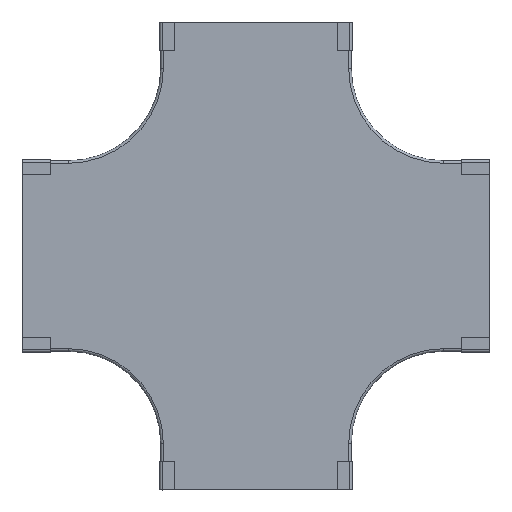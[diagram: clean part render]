
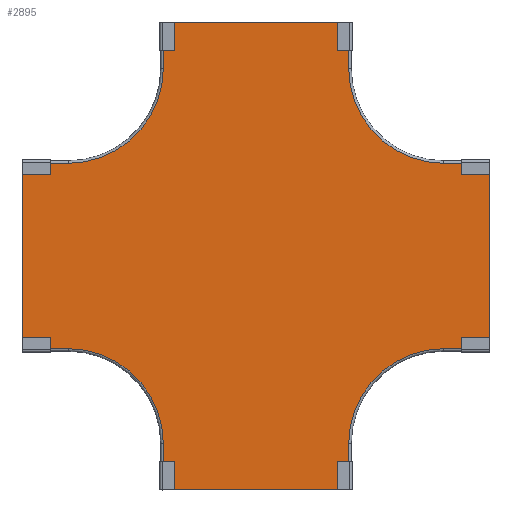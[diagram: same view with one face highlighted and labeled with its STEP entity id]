
A CAD part, top view. The second image highlights one B-rep face of the part: STEP entity #2895.
In plain terms, the highlighted planar face has unit normal (0, 0, 1).
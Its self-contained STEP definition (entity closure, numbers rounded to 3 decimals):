
#134=CIRCLE('',#3105,102.);
#141=CIRCLE('',#3122,102.);
#165=CIRCLE('',#3172,102.);
#172=CIRCLE('',#3183,102.);
#401=FACE_OUTER_BOUND('',#563,.T.);
#563=EDGE_LOOP('',(#2628,#2629,#2630,#2631,#2632,#2633,#2634,#2635,#2636,
#2637,#2638,#2639,#2640,#2641,#2642,#2643));
#753=LINE('',#4656,#1033);
#755=LINE('',#4668,#1035);
#770=LINE('',#4705,#1050);
#772=LINE('',#4719,#1052);
#776=LINE('',#4737,#1056);
#796=LINE('',#4793,#1076);
#801=LINE('',#4807,#1081);
#811=LINE('',#4831,#1091);
#822=LINE('',#4864,#1102);
#827=LINE('',#4879,#1107);
#829=LINE('',#4891,#1109);
#843=LINE('',#4931,#1123);
#1033=VECTOR('',#3787,1.);
#1035=VECTOR('',#3801,1.);
#1050=VECTOR('',#3838,1.);
#1052=VECTOR('',#3854,1.);
#1056=VECTOR('',#3874,1.);
#1076=VECTOR('',#3932,1.);
#1081=VECTOR('',#3943,1.);
#1091=VECTOR('',#3965,1.);
#1102=VECTOR('',#4004,1.);
#1107=VECTOR('',#4017,1.);
#1109=VECTOR('',#4031,1.);
#1123=VECTOR('',#4079,1.);
#1308=VERTEX_POINT('',#4649);
#1311=VERTEX_POINT('',#4654);
#1312=VERTEX_POINT('',#4658);
#1314=VERTEX_POINT('',#4664);
#1324=VERTEX_POINT('',#4701);
#1326=VERTEX_POINT('',#4704);
#1328=VERTEX_POINT('',#4710);
#1330=VERTEX_POINT('',#4716);
#1354=VERTEX_POINT('',#4792);
#1358=VERTEX_POINT('',#4803);
#1360=VERTEX_POINT('',#4806);
#1368=VERTEX_POINT('',#4830);
#1376=VERTEX_POINT('',#4863);
#1382=VERTEX_POINT('',#4876);
#1383=VERTEX_POINT('',#4881);
#1386=VERTEX_POINT('',#4888);
#1673=EDGE_CURVE('',#1308,#1311,#753,.T.);
#1676=EDGE_CURVE('',#1308,#1312,#134,.T.);
#1679=EDGE_CURVE('',#1314,#1312,#755,.T.);
#1697=EDGE_CURVE('',#1324,#1326,#770,.T.);
#1701=EDGE_CURVE('',#1324,#1328,#141,.T.);
#1704=EDGE_CURVE('',#1330,#1328,#772,.T.);
#1713=EDGE_CURVE('',#1330,#1314,#776,.T.);
#1741=EDGE_CURVE('',#1326,#1354,#796,.T.);
#1748=EDGE_CURVE('',#1360,#1358,#801,.T.);
#1760=EDGE_CURVE('',#1368,#1354,#811,.T.);
#1771=EDGE_CURVE('',#1368,#1358,#165,.T.);
#1777=EDGE_CURVE('',#1360,#1376,#822,.T.);
#1785=EDGE_CURVE('',#1376,#1382,#827,.T.);
#1788=EDGE_CURVE('',#1383,#1382,#172,.T.);
#1791=EDGE_CURVE('',#1383,#1386,#829,.T.);
#1811=EDGE_CURVE('',#1386,#1311,#843,.T.);
#2628=ORIENTED_EDGE('',*,*,#1811,.F.);
#2629=ORIENTED_EDGE('',*,*,#1791,.F.);
#2630=ORIENTED_EDGE('',*,*,#1788,.T.);
#2631=ORIENTED_EDGE('',*,*,#1785,.F.);
#2632=ORIENTED_EDGE('',*,*,#1777,.F.);
#2633=ORIENTED_EDGE('',*,*,#1748,.T.);
#2634=ORIENTED_EDGE('',*,*,#1771,.F.);
#2635=ORIENTED_EDGE('',*,*,#1760,.T.);
#2636=ORIENTED_EDGE('',*,*,#1741,.F.);
#2637=ORIENTED_EDGE('',*,*,#1697,.F.);
#2638=ORIENTED_EDGE('',*,*,#1701,.T.);
#2639=ORIENTED_EDGE('',*,*,#1704,.F.);
#2640=ORIENTED_EDGE('',*,*,#1713,.T.);
#2641=ORIENTED_EDGE('',*,*,#1679,.T.);
#2642=ORIENTED_EDGE('',*,*,#1676,.F.);
#2643=ORIENTED_EDGE('',*,*,#1673,.T.);
#2733=PLANE('',#3203);
#2895=ADVANCED_FACE('',(#401),#2733,.T.);
#3105=AXIS2_PLACEMENT_3D('',#4662,#3794,#3795);
#3122=AXIS2_PLACEMENT_3D('',#4713,#3846,#3847);
#3172=AXIS2_PLACEMENT_3D('',#4851,#3992,#3993);
#3183=AXIS2_PLACEMENT_3D('',#4885,#4024,#4025);
#3203=AXIS2_PLACEMENT_3D('',#4932,#4080,#4081);
#3787=DIRECTION('',(-1.,0.,0.));
#3794=DIRECTION('center_axis',(0.,0.,
1.));
#3795=DIRECTION('ref_axis',(0.,-1.,0.));
#3801=DIRECTION('',(0.,-1.,0.));
#3838=DIRECTION('',(1.,0.,0.));
#3846=DIRECTION('center_axis',(0.,0.,
-1.));
#3847=DIRECTION('ref_axis',(0.,-1.,0.));
#3854=DIRECTION('',(0.,-1.,0.));
#3874=DIRECTION('',(-1.,0.,0.));
#3932=DIRECTION('',(0.,-1.,0.));
#3943=DIRECTION('',(0.,1.,0.));
#3965=DIRECTION('',(1.,0.,0.));
#3992=DIRECTION('center_axis',(0.,0.,
1.));
#3993=DIRECTION('ref_axis',(0.,1.,0.));
#4004=DIRECTION('',(-1.,0.,0.));
#4017=DIRECTION('',(0.,1.,0.));
#4024=DIRECTION('center_axis',(0.,0.,
-1.));
#4025=DIRECTION('ref_axis',(0.,1.,0.));
#4031=DIRECTION('',(-1.,0.,0.));
#4079=DIRECTION('',(0.,1.,0.));
#4080=DIRECTION('center_axis',(0.,0.,1.));
#4081=DIRECTION('ref_axis',(1.,0.,0.));
#4649=CARTESIAN_POINT('',(75.516,219.402,18.501));
#4654=CARTESIAN_POINT('',(26.216,219.402,18.501));
#4656=CARTESIAN_POINT('',(75.516,219.402,18.501));
#4658=CARTESIAN_POINT('',(177.516,321.402,18.501));
#4662=CARTESIAN_POINT('Origin',(75.516,321.402,18.501));
#4664=CARTESIAN_POINT('',(177.516,370.702,18.501));
#4668=CARTESIAN_POINT('',(177.516,370.702,18.501));
#4701=CARTESIAN_POINT('',(477.913,219.402,18.501));
#4704=CARTESIAN_POINT('',(527.213,219.402,18.501));
#4705=CARTESIAN_POINT('',(477.913,219.402,18.501));
#4710=CARTESIAN_POINT('',(375.913,321.402,18.501));
#4713=CARTESIAN_POINT('Origin',(477.913,321.402,18.501));
#4716=CARTESIAN_POINT('',(375.913,370.702,18.501));
#4719=CARTESIAN_POINT('',(375.913,370.702,18.501));
#4737=CARTESIAN_POINT('',(301.715,370.702,18.501));
#4792=CARTESIAN_POINT('',(527.213,21.004,18.501));
#4793=CARTESIAN_POINT('',(527.213,70.203,18.501));
#4803=CARTESIAN_POINT('',(375.913,-80.996,18.501));
#4806=CARTESIAN_POINT('',(375.913,-130.296,18.501));
#4807=CARTESIAN_POINT('',(375.913,-130.296,18.501));
#4830=CARTESIAN_POINT('',(477.913,21.004,18.501));
#4831=CARTESIAN_POINT('',(477.913,21.004,18.501));
#4851=CARTESIAN_POINT('Origin',(477.913,-80.996,18.501));
#4863=CARTESIAN_POINT('',(177.516,-130.296,18.501));
#4864=CARTESIAN_POINT('',(226.714,-130.296,18.501));
#4876=CARTESIAN_POINT('',(177.516,-80.996,18.501));
#4879=CARTESIAN_POINT('',(177.516,-130.296,18.501));
#4881=CARTESIAN_POINT('',(75.516,21.004,18.501));
#4885=CARTESIAN_POINT('Origin',(75.516,-80.996,18.501));
#4888=CARTESIAN_POINT('',(26.216,21.004,18.501));
#4891=CARTESIAN_POINT('',(75.516,21.004,18.501));
#4931=CARTESIAN_POINT('',(26.216,170.203,18.501));
#4932=CARTESIAN_POINT('Origin',(177.516,-130.296,18.501));
